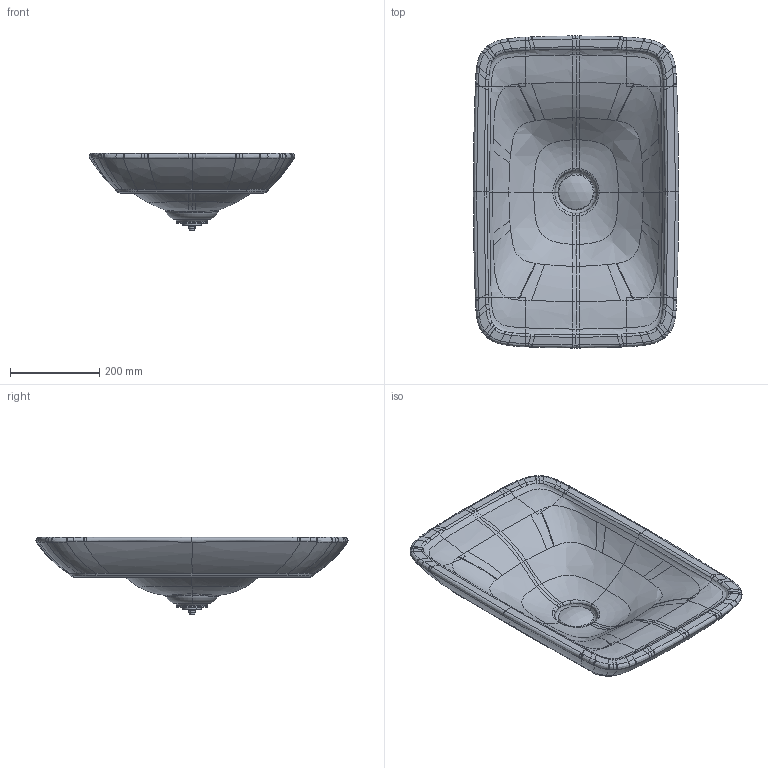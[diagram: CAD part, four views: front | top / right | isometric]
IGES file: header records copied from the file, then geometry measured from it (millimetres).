
Global section: file name: No Iges File Name specified; native system: Autodesk Inventor 2011; preprocessor: AutoDesk Inventor Iges Exporter R2011; author: Administrator; date: 20120920.200952; units: millimetre
Bounding box: 459.2 x 698.85 x 174.52 mm (x, y, z)
Volume: 10170140.2 mm3; surface area: 827439.6 mm2
Topology: 4 solids, 4 shells, 738 faces, 1800 edges, 1070 vertices
Faces by surface type: bspline 486, revolution 85, plane 66, cone 52, cylinder 32, torus 16, sphere 1
